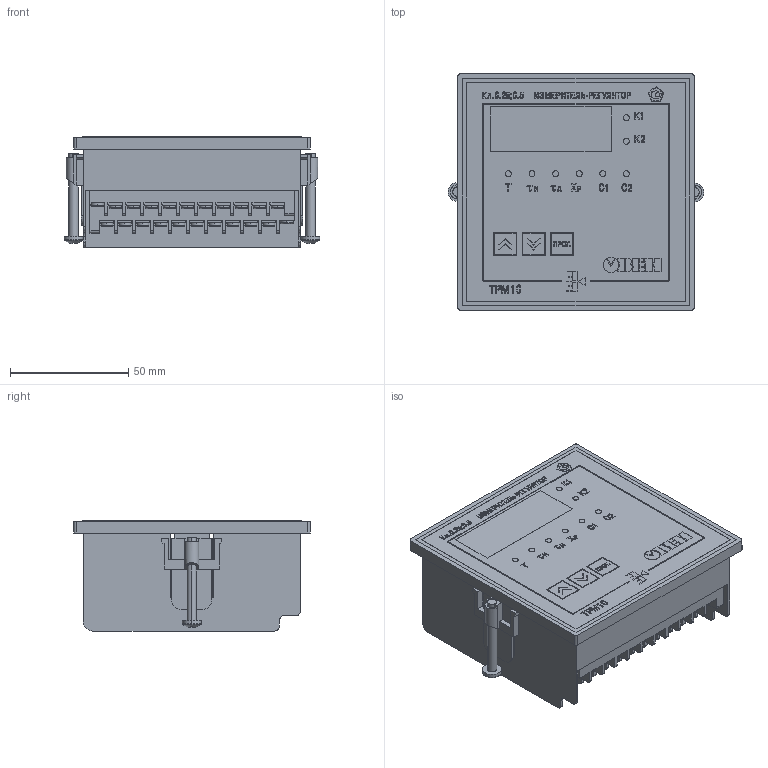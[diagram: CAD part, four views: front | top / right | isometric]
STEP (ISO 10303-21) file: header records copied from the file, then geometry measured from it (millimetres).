
FILE_DESCRIPTION (( 'STEP AP214' ), '1' );
FILE_NAME ('3D Ìîäåëü ÒÐÌ10-Ù11.STEP', '2015-07-30T11:32:11', ( '' ), ( '' ), 'SwSTEP 2.0', 'SolidWorks 2013', '' );
FILE_SCHEMA (( 'AUTOMOTIVE_DESIGN' ));
Length unit declared in the file: millimetre
Products named in the file (12): Ïàíåëü ëèöåâàÿ Ù11; 妈眚 󊅛5_B18.6.7M - M4 x 0.7 x 40 Type I Cross Recessed PHMS --40N; Ðåçèíêà; 栺闀闉 睯艜鍒鍣 1; 抔樦擨鴀 枎-20; Âèíò äëÿ ðîçåòêè êðåïåæíûé; Çàæèì êëåììíûé; Âèíò äëÿ ðîçåòêè; ïëàñòèíêà çàæèìíàÿ; Ðîçåòêà êëåììíàÿ ÌÕ-20; 扻豵鵨; 3D Ìîäåëü ÒÐÌ10-Ù11
Assembly tree (33 placements, depth 4):
  3D Ìîäåëü ÒÐÌ10-Ù11
    扻豵鵨
    抔樦擨鴀 枎-20
      Ðîçåòêà êëåììíàÿ ÌÕ-20
      Çàæèì êëåììíûé  x20
        ïëàñòèíêà çàæèìíàÿ
        Âèíò äëÿ ðîçåòêè
      Âèíò äëÿ ðîçåòêè êðåïåæíûé  x2
    栺闀闉 睯艜鍒鍣 1  x2
    Ðåçèíêà
    妈眚 󊅛5_B18.6.7M - M4 x 0.7 x 40 Type I Cross Recessed PHMS --40N  x2
    Ïàíåëü ëèöåâàÿ Ù11
Bounding box: 108.4 x 100 x 46.6 mm (x, y, z)
Volume: 75703.4 mm3; surface area: 103690.3 mm2
Topology: 50 solids, 50 shells, 1922 faces, 4884 edges, 3203 vertices
Faces by surface type: plane 1504, bspline 254, cylinder 120, torus 44
Entity records: 56400 total; most frequent: CARTESIAN_POINT 10591, ORIENTED_EDGE 7070, DIRECTION 5454, EDGE_CURVE 3535, LINE 2866, VECTOR 2866, VERTEX_POINT 2323, EDGE_LOOP 1482
